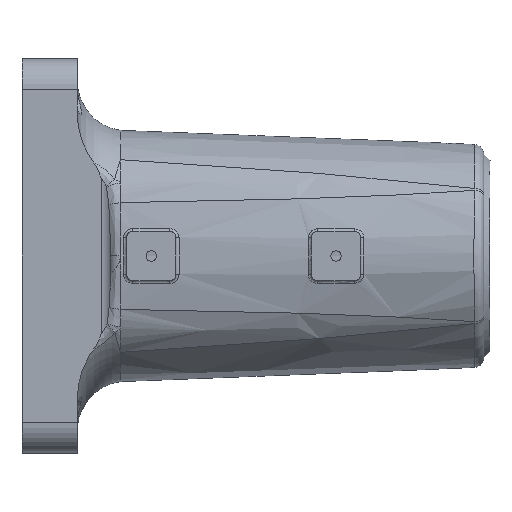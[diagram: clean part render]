
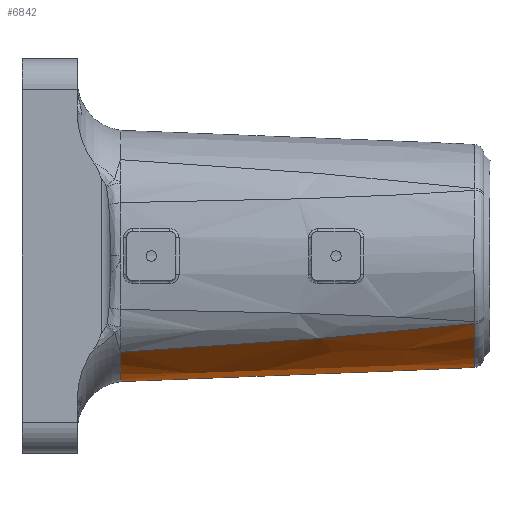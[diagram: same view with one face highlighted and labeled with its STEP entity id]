
A CAD part, left-side view. The second image highlights one B-rep face of the part: STEP entity #6842.
In plain terms, the highlighted conical face has half-angle 2.232 degrees and reference radius 102 mm.
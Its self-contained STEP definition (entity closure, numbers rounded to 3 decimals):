
#36 = CARTESIAN_POINT ( 'NONE',  ( -65.764, -23.989, -76.75 ) ) ;
#152 = CARTESIAN_POINT ( 'NONE',  ( -68.406, -167.8, -66.602 ) ) ;
#209 = VERTEX_POINT ( 'NONE', #4848 ) ;
#314 = DIRECTION ( 'NONE',  ( 0., 0., 1. ) ) ;
#367 = CARTESIAN_POINT ( 'NONE',  ( -70.159, -227.615, -61.25 ) ) ;
#415 = ORIENTED_EDGE ( 'NONE', *, *, #1151, .T. ) ;
#496 = CARTESIAN_POINT ( 'NONE',  ( -65.511, 0., -78.182 ) ) ;
#504 = EDGE_CURVE ( 'NONE', #3382, #2330, #1696, .T. ) ;
#926 = ORIENTED_EDGE ( 'NONE', *, *, #5374, .T. ) ;
#1151 = EDGE_CURVE ( 'NONE', #6082, #209, #6224, .T. ) ;
#1327 = CARTESIAN_POINT ( 'NONE',  ( 68.406, -167.8, -66.602 ) ) ;
#1407 = ORIENTED_EDGE ( 'NONE', *, *, #1657, .T. ) ;
#1657 = EDGE_CURVE ( 'NONE', #3382, #6082, #5546, .T. ) ;
#1696 = CIRCLE ( 'NONE', #4695, 102. ) ;
#1714 = CARTESIAN_POINT ( 'NONE',  ( -71.42, -263.455, -57.576 ) ) ;
#1895 = ORIENTED_EDGE ( 'NONE', *, *, #504, .F. ) ;
#2051 = CARTESIAN_POINT ( 'NONE',  ( 70.159, -227.615, -61.25 ) ) ;
#2273 = CARTESIAN_POINT ( 'NONE',  ( 65.764, -23.989, -76.75 ) ) ;
#2289 = CARTESIAN_POINT ( 'NONE',  ( -67.311, -119.891, -70.318 ) ) ;
#2330 = VERTEX_POINT ( 'NONE', #496 ) ;
#2396 = CARTESIAN_POINT ( 'NONE',  ( 0., -287.312, 0. ) ) ;
#2421 = CARTESIAN_POINT ( 'NONE',  ( -72.379, -287.312, -54.826 ) ) ;
#2465 = AXIS2_PLACEMENT_3D ( 'NONE', #5053, #6581, #314 ) ;
#2468 = DIRECTION ( 'NONE',  ( 0., 1., 0. ) ) ;
#2713 = FACE_OUTER_BOUND ( 'NONE', #4790, .T. ) ;
#2784 = B_SPLINE_CURVE_WITH_KNOTS ( 'NONE', 3,
 ( #2421, #6529, #1714, #3354, #367, #4523, #152, #2289, #6402, #3232, #36, #4176 ),
 .UNSPECIFIED., .F., .F.,
 ( 4, 2, 2, 2, 2, 4 ),
 ( 0.007, 0.043, 0.08, 0.152, 0.224, 0.296 ),
 .UNSPECIFIED. ) ;
#3099 = CARTESIAN_POINT ( 'NONE',  ( 66.078, -47.972, -75.244 ) ) ;
#3232 = CARTESIAN_POINT ( 'NONE',  ( -66.078, -47.972, -75.244 ) ) ;
#3326 = CARTESIAN_POINT ( 'NONE',  ( 70.559, -239.568, -60.075 ) ) ;
#3354 = CARTESIAN_POINT ( 'NONE',  ( -70.559, -239.568, -60.075 ) ) ;
#3382 = VERTEX_POINT ( 'NONE', #5402 ) ;
#4155 = CARTESIAN_POINT ( 'NONE',  ( 66.851, -95.924, -72.027 ) ) ;
#4176 = CARTESIAN_POINT ( 'NONE',  ( -65.511, 0., -78.182 ) ) ;
#4281 = CARTESIAN_POINT ( 'NONE',  ( 71.882, -275.39, -56.252 ) ) ;
#4285 = DIRECTION ( 'NONE',  ( 0., 1., 0. ) ) ;
#4444 = CONICAL_SURFACE ( 'NONE', #2465, 102., 0.039 ) ;
#4503 = CARTESIAN_POINT ( 'NONE',  ( 71.42, -263.455, -57.576 ) ) ;
#4523 = CARTESIAN_POINT ( 'NONE',  ( -69.042, -191.74, -64.598 ) ) ;
#4695 = AXIS2_PLACEMENT_3D ( 'NONE', #5653, #2468, #6574 ) ;
#4738 = CARTESIAN_POINT ( 'NONE',  ( 65.511, 0., -78.182 ) ) ;
#4790 = EDGE_LOOP ( 'NONE', ( #1407, #415, #926, #1895 ) ) ;
#4848 = CARTESIAN_POINT ( 'NONE',  ( -72.379, -287.312, -54.826 ) ) ;
#5053 = CARTESIAN_POINT ( 'NONE',  ( 0., 0., 0. ) ) ;
#5374 = EDGE_CURVE ( 'NONE', #209, #2330, #2784, .T. ) ;
#5402 = CARTESIAN_POINT ( 'NONE',  ( 65.511, 0., -78.182 ) ) ;
#5546 = B_SPLINE_CURVE_WITH_KNOTS ( 'NONE', 3,
 ( #4738, #2273, #3099, #4155, #7186, #1327, #6501, #2051, #3326, #4503, #4281, #6736 ),
 .UNSPECIFIED., .F., .F.,
 ( 4, 2, 2, 2, 2, 4 ),
 ( 0., 0.072, 0.144, 0.216, 0.252, 0.288 ),
 .UNSPECIFIED. ) ;
#5653 = CARTESIAN_POINT ( 'NONE',  ( 0., 0., 0. ) ) ;
#6042 = CARTESIAN_POINT ( 'NONE',  ( 72.379, -287.312, -54.826 ) ) ;
#6082 = VERTEX_POINT ( 'NONE', #6042 ) ;
#6224 = CIRCLE ( 'NONE', #6545, 90.8 ) ;
#6388 = DIRECTION ( 'NONE',  ( 0., 0., -1. ) ) ;
#6402 = CARTESIAN_POINT ( 'NONE',  ( -66.851, -95.924, -72.027 ) ) ;
#6501 = CARTESIAN_POINT ( 'NONE',  ( 69.042, -191.74, -64.598 ) ) ;
#6529 = CARTESIAN_POINT ( 'NONE',  ( -71.882, -275.39, -56.252 ) ) ;
#6545 = AXIS2_PLACEMENT_3D ( 'NONE', #2396, #4285, #6388 ) ;
#6574 = DIRECTION ( 'NONE',  ( 0., 0., 1. ) ) ;
#6581 = DIRECTION ( 'NONE',  ( 0., 1., 0. ) ) ;
#6736 = CARTESIAN_POINT ( 'NONE',  ( 72.379, -287.312, -54.826 ) ) ;
#6842 = ADVANCED_FACE ( 'NONE', ( #2713 ), #4444, .T. ) ;
#7186 = CARTESIAN_POINT ( 'NONE',  ( 67.311, -119.891, -70.318 ) ) ;
